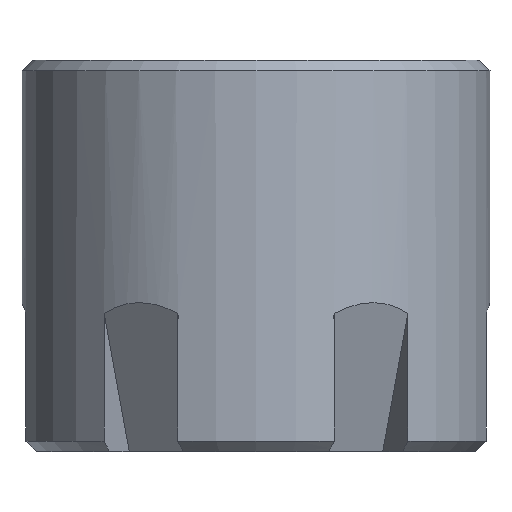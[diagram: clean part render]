
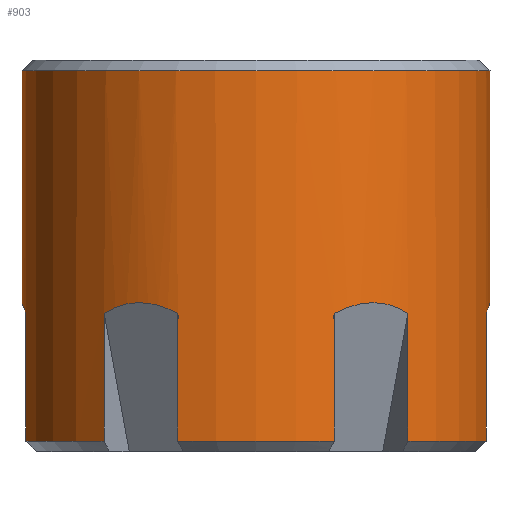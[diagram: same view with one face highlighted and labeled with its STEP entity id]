
A CAD part, left-side view. The second image highlights one B-rep face of the part: STEP entity #903.
In plain terms, the highlighted cylindrical face has radius 11 mm (diameter 22 mm), a full revolution.
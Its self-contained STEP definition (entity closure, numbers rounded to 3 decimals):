
#24=CYLINDRICAL_SURFACE('',#982,11.);
#36=ELLIPSE('',#921,32.162,11.);
#37=ELLIPSE('',#925,32.162,11.);
#38=ELLIPSE('',#931,32.162,11.);
#39=ELLIPSE('',#940,32.162,11.);
#40=ELLIPSE('',#944,32.162,11.);
#41=ELLIPSE('',#984,32.162,11.);
#42=LINE('',#1208,#84);
#47=LINE('',#1219,#89);
#49=LINE('',#1229,#91);
#54=LINE('',#1244,#96);
#59=LINE('',#1255,#101);
#61=LINE('',#1265,#103);
#66=LINE('',#1276,#108);
#70=LINE('',#1293,#112);
#73=LINE('',#1306,#115);
#76=LINE('',#1311,#118);
#79=LINE('',#1361,#121);
#80=LINE('',#1369,#122);
#84=VECTOR('',#1003,1000.);
#89=VECTOR('',#1010,1000.);
#91=VECTOR('',#1022,1000.);
#96=VECTOR('',#1035,1000.);
#101=VECTOR('',#1042,1000.);
#103=VECTOR('',#1054,1000.);
#108=VECTOR('',#1061,1000.);
#112=VECTOR('',#1079,1000.);
#115=VECTOR('',#1092,1000.);
#118=VECTOR('',#1097,1000.);
#121=VECTOR('',#1166,1000.);
#122=VECTOR('',#1175,1000.);
#226=ORIENTED_EDGE('',*,*,#370,.F.);
#227=ORIENTED_EDGE('',*,*,#368,.T.);
#228=ORIENTED_EDGE('',*,*,#371,.T.);
#229=ORIENTED_EDGE('',*,*,#372,.F.);
#230=ORIENTED_EDGE('',*,*,#373,.F.);
#231=ORIENTED_EDGE('',*,*,#302,.T.);
#232=ORIENTED_EDGE('',*,*,#304,.T.);
#233=ORIENTED_EDGE('',*,*,#297,.F.);
#234=ORIENTED_EDGE('',*,*,#352,.F.);
#235=ORIENTED_EDGE('',*,*,#346,.T.);
#236=ORIENTED_EDGE('',*,*,#310,.T.);
#237=ORIENTED_EDGE('',*,*,#307,.F.);
#238=ORIENTED_EDGE('',*,*,#350,.F.);
#239=ORIENTED_EDGE('',*,*,#319,.T.);
#240=ORIENTED_EDGE('',*,*,#321,.T.);
#241=ORIENTED_EDGE('',*,*,#314,.F.);
#242=ORIENTED_EDGE('',*,*,#348,.F.);
#243=ORIENTED_EDGE('',*,*,#329,.T.);
#244=ORIENTED_EDGE('',*,*,#333,.T.);
#245=ORIENTED_EDGE('',*,*,#324,.F.);
#246=ORIENTED_EDGE('',*,*,#355,.F.);
#247=ORIENTED_EDGE('',*,*,#337,.T.);
#248=ORIENTED_EDGE('',*,*,#339,.T.);
#249=ORIENTED_EDGE('',*,*,#343,.F.);
#250=ORIENTED_EDGE('',*,*,#374,.F.);
#297=EDGE_CURVE('',#381,#383,#42,.T.);
#302=EDGE_CURVE('',#388,#387,#47,.T.);
#304=EDGE_CURVE('',#387,#383,#36,.T.);
#307=EDGE_CURVE('',#389,#391,#49,.T.);
#310=EDGE_CURVE('',#393,#391,#37,.T.);
#314=EDGE_CURVE('',#395,#397,#54,.T.);
#319=EDGE_CURVE('',#402,#401,#59,.T.);
#321=EDGE_CURVE('',#401,#397,#38,.T.);
#324=EDGE_CURVE('',#403,#405,#61,.T.);
#329=EDGE_CURVE('',#410,#409,#66,.T.);
#333=EDGE_CURVE('',#409,#405,#39,.T.);
#337=EDGE_CURVE('',#416,#415,#70,.T.);
#339=EDGE_CURVE('',#415,#417,#40,.T.);
#343=EDGE_CURVE('',#419,#417,#73,.T.);
#346=EDGE_CURVE('',#422,#393,#76,.T.);
#348=EDGE_CURVE('',#410,#395,#454,.T.);
#350=EDGE_CURVE('',#402,#389,#456,.T.);
#352=EDGE_CURVE('',#422,#381,#458,.T.);
#355=EDGE_CURVE('',#416,#403,#461,.T.);
#368=EDGE_CURVE('',#436,#435,#79,.T.);
#370=EDGE_CURVE('',#437,#437,#473,.T.);
#371=EDGE_CURVE('',#435,#438,#41,.T.);
#372=EDGE_CURVE('',#439,#438,#80,.T.);
#373=EDGE_CURVE('',#388,#439,#474,.T.);
#374=EDGE_CURVE('',#436,#419,#475,.T.);
#381=VERTEX_POINT('',#1206);
#383=VERTEX_POINT('',#1209);
#387=VERTEX_POINT('',#1218);
#388=VERTEX_POINT('',#1220);
#389=VERTEX_POINT('',#1227);
#391=VERTEX_POINT('',#1230);
#393=VERTEX_POINT('',#1236);
#395=VERTEX_POINT('',#1242);
#397=VERTEX_POINT('',#1245);
#401=VERTEX_POINT('',#1254);
#402=VERTEX_POINT('',#1256);
#403=VERTEX_POINT('',#1263);
#405=VERTEX_POINT('',#1266);
#409=VERTEX_POINT('',#1275);
#410=VERTEX_POINT('',#1277);
#415=VERTEX_POINT('',#1292);
#416=VERTEX_POINT('',#1294);
#417=VERTEX_POINT('',#1298);
#419=VERTEX_POINT('',#1304);
#422=VERTEX_POINT('',#1312);
#435=VERTEX_POINT('',#1360);
#436=VERTEX_POINT('',#1362);
#437=VERTEX_POINT('',#1366);
#438=VERTEX_POINT('',#1368);
#439=VERTEX_POINT('',#1370);
#454=CIRCLE('',#950,11.);
#456=CIRCLE('',#953,11.);
#458=CIRCLE('',#956,11.);
#461=CIRCLE('',#961,11.);
#473=CIRCLE('',#983,11.);
#474=CIRCLE('',#985,11.);
#475=CIRCLE('',#986,11.);
#519=EDGE_LOOP('',(#226));
#520=EDGE_LOOP('',(#227,#228,#229,#230,#231,#232,#233,#234,#235,#236,#237,
#238,#239,#240,#241,#242,#243,#244,#245,#246,#247,#248,#249,#250));
#571=FACE_BOUND('',#519,.T.);
#572=FACE_BOUND('',#520,.T.);
#903=ADVANCED_FACE('',(#571,#572),#24,.T.);
#921=AXIS2_PLACEMENT_3D('',#1223,#1015,#1016);
#925=AXIS2_PLACEMENT_3D('',#1235,#1027,#1028);
#931=AXIS2_PLACEMENT_3D('',#1259,#1047,#1048);
#940=AXIS2_PLACEMENT_3D('',#1285,#1072,#1073);
#944=AXIS2_PLACEMENT_3D('',#1297,#1084,#1085);
#950=AXIS2_PLACEMENT_3D('',#1315,#1102,#1103);
#953=AXIS2_PLACEMENT_3D('',#1318,#1108,#1109);
#956=AXIS2_PLACEMENT_3D('',#1321,#1114,#1115);
#961=AXIS2_PLACEMENT_3D('',#1327,#1124,#1125);
#982=AXIS2_PLACEMENT_3D('',#1364,#1169,#1170);
#983=AXIS2_PLACEMENT_3D('',#1365,#1171,#1172);
#984=AXIS2_PLACEMENT_3D('',#1367,#1173,#1174);
#985=AXIS2_PLACEMENT_3D('',#1371,#1176,#1177);
#986=AXIS2_PLACEMENT_3D('',#1372,#1178,#1179);
#1003=DIRECTION('',(0.,0.,1.));
#1010=DIRECTION('',(0.,0.,1.));
#1015=DIRECTION('',(0.814,0.47,0.342));
#1016=DIRECTION('',(-0.296,-0.171,0.94));
#1022=DIRECTION('',(0.,0.,1.));
#1027=DIRECTION('',(0.,0.94,0.342));
#1028=DIRECTION('',(0.,-0.342,0.94));
#1035=DIRECTION('',(0.,0.,1.));
#1042=DIRECTION('',(0.,0.,1.));
#1047=DIRECTION('',(-0.814,0.47,0.342));
#1048=DIRECTION('',(0.296,-0.171,0.94));
#1054=DIRECTION('',(0.,0.,1.));
#1061=DIRECTION('',(0.,0.,1.));
#1072=DIRECTION('',(-0.814,-0.47,0.342));
#1073=DIRECTION('',(0.296,0.171,0.94));
#1079=DIRECTION('',(0.,0.,1.));
#1084=DIRECTION('',(0.,-0.94,0.342));
#1085=DIRECTION('',(0.,0.342,0.94));
#1092=DIRECTION('',(0.,0.,1.));
#1097=DIRECTION('',(0.,0.,1.));
#1102=DIRECTION('',(0.,0.,-1.));
#1103=DIRECTION('',(-1.,0.,0.));
#1108=DIRECTION('',(0.,0.,-1.));
#1109=DIRECTION('',(-1.,0.,0.));
#1114=DIRECTION('',(0.,0.,-1.));
#1115=DIRECTION('',(-1.,0.,0.));
#1124=DIRECTION('',(0.,0.,-1.));
#1125=DIRECTION('',(-1.,0.,0.));
#1166=DIRECTION('',(0.,0.,1.));
#1169=DIRECTION('',(0.,0.,-1.));
#1170=DIRECTION('',(1.,0.,0.));
#1171=DIRECTION('',(0.,0.,1.));
#1172=DIRECTION('',(1.,0.,0.));
#1173=DIRECTION('',(0.814,-0.47,0.342));
#1174=DIRECTION('',(-0.296,0.171,0.94));
#1175=DIRECTION('',(0.,0.,1.));
#1176=DIRECTION('',(0.,0.,-1.));
#1177=DIRECTION('',(-1.,0.,0.));
#1178=DIRECTION('',(0.,0.,-1.));
#1179=DIRECTION('',(-1.,0.,0.));
#1206=CARTESIAN_POINT('',(-8.367,-7.14,0.5));
#1208=CARTESIAN_POINT('',(-8.367,-7.14,0.));
#1209=CARTESIAN_POINT('',(-8.367,-7.14,6.502));
#1218=CARTESIAN_POINT('',(-10.367,-3.676,6.502));
#1219=CARTESIAN_POINT('',(-10.367,-3.676,0.));
#1220=CARTESIAN_POINT('',(-10.367,-3.676,0.5));
#1223=CARTESIAN_POINT('',(0.,0.,-23.216));
#1227=CARTESIAN_POINT('',(2.,-10.817,0.5));
#1229=CARTESIAN_POINT('',(2.,-10.817,0.));
#1230=CARTESIAN_POINT('',(2.,-10.817,6.502));
#1235=CARTESIAN_POINT('',(0.,0.,-23.216));
#1236=CARTESIAN_POINT('',(-2.,-10.817,6.502));
#1242=CARTESIAN_POINT('',(10.367,-3.676,0.5));
#1244=CARTESIAN_POINT('',(10.367,-3.676,0.));
#1245=CARTESIAN_POINT('',(10.367,-3.676,6.502));
#1254=CARTESIAN_POINT('',(8.367,-7.14,6.502));
#1255=CARTESIAN_POINT('',(8.367,-7.14,0.));
#1256=CARTESIAN_POINT('',(8.367,-7.14,0.5));
#1259=CARTESIAN_POINT('',(0.,0.,-23.216));
#1263=CARTESIAN_POINT('',(8.367,7.14,0.5));
#1265=CARTESIAN_POINT('',(8.367,7.14,0.));
#1266=CARTESIAN_POINT('',(8.367,7.14,6.502));
#1275=CARTESIAN_POINT('',(10.367,3.676,6.502));
#1276=CARTESIAN_POINT('',(10.367,3.676,0.));
#1277=CARTESIAN_POINT('',(10.367,3.676,0.5));
#1285=CARTESIAN_POINT('',(0.,0.,-23.216));
#1292=CARTESIAN_POINT('',(2.,10.817,6.502));
#1293=CARTESIAN_POINT('',(2.,10.817,0.));
#1294=CARTESIAN_POINT('',(2.,10.817,0.5));
#1297=CARTESIAN_POINT('',(0.,0.,-23.216));
#1298=CARTESIAN_POINT('',(-2.,10.817,6.502));
#1304=CARTESIAN_POINT('',(-2.,10.817,0.5));
#1306=CARTESIAN_POINT('',(-2.,10.817,0.));
#1311=CARTESIAN_POINT('',(-2.,-10.817,0.));
#1312=CARTESIAN_POINT('',(-2.,-10.817,0.5));
#1315=CARTESIAN_POINT('',(0.,0.,0.5));
#1318=CARTESIAN_POINT('',(0.,0.,0.5));
#1321=CARTESIAN_POINT('',(0.,0.,0.5));
#1327=CARTESIAN_POINT('',(0.,0.,0.5));
#1360=CARTESIAN_POINT('',(-8.367,7.14,6.502));
#1361=CARTESIAN_POINT('',(-8.367,7.14,0.));
#1362=CARTESIAN_POINT('',(-8.367,7.14,0.5));
#1364=CARTESIAN_POINT('',(0.,0.,0.));
#1365=CARTESIAN_POINT('',(0.,0.,17.9));
#1366=CARTESIAN_POINT('',(11.,0.,17.9));
#1367=CARTESIAN_POINT('',(0.,0.,-23.216));
#1368=CARTESIAN_POINT('',(-10.367,3.676,6.502));
#1369=CARTESIAN_POINT('',(-10.367,3.676,0.));
#1370=CARTESIAN_POINT('',(-10.367,3.676,0.5));
#1371=CARTESIAN_POINT('',(0.,0.,0.5));
#1372=CARTESIAN_POINT('',(0.,0.,0.5));
